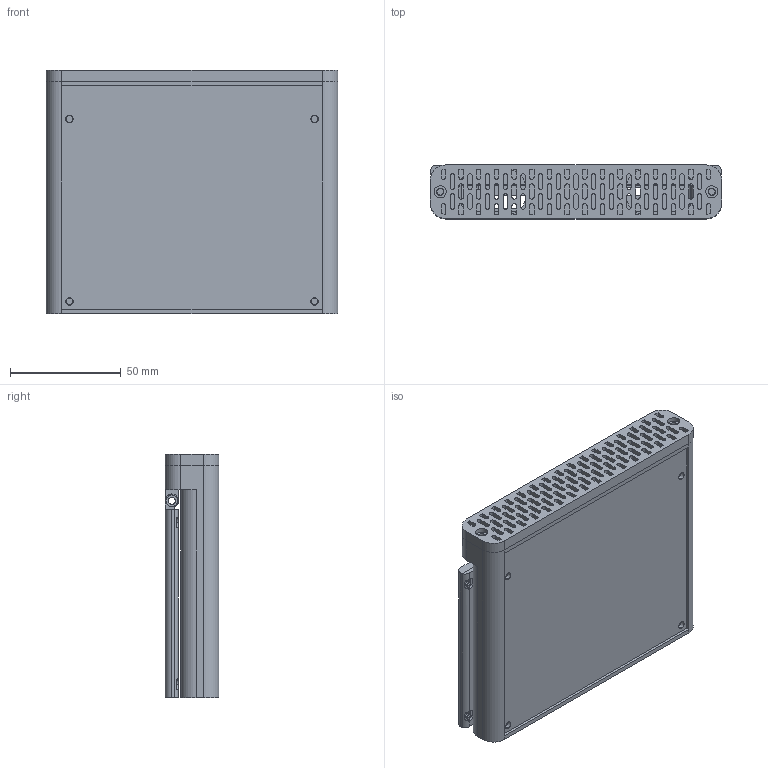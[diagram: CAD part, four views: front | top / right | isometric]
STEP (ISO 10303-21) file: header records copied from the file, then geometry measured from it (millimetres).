
FILE_DESCRIPTION (( 'STEP AP214' ), '1' );
FILE_NAME ('3D Model.STEP', '2024-11-04T12:00:32', ( '' ), ( '' ), 'SwSTEP 2.0', 'SolidWorks 2024', '' );
FILE_SCHEMA (( 'AUTOMOTIVE_DESIGN' ));
Length unit declared in the file: millimetre
Products named in the file (1): 3D Model
Bounding box: 131.9 x 24.25 x 110.06 mm (x, y, z)
Volume: 113948.8 mm3; surface area: 116514.2 mm2
Topology: 5 solids, 5 shells, 600 faces, 1706 edges, 1134 vertices
Faces by surface type: plane 354, cylinder 246
Entity records: 20081 total; most frequent: CARTESIAN_POINT 3521, ORIENTED_EDGE 3412, DIRECTION 3400, EDGE_CURVE 1706, LINE 1198, VECTOR 1198, VERTEX_POINT 1134, AXIS2_PLACEMENT_3D 1101
